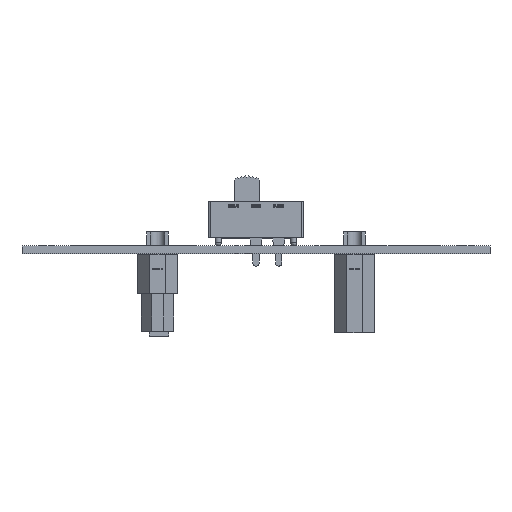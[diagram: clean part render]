
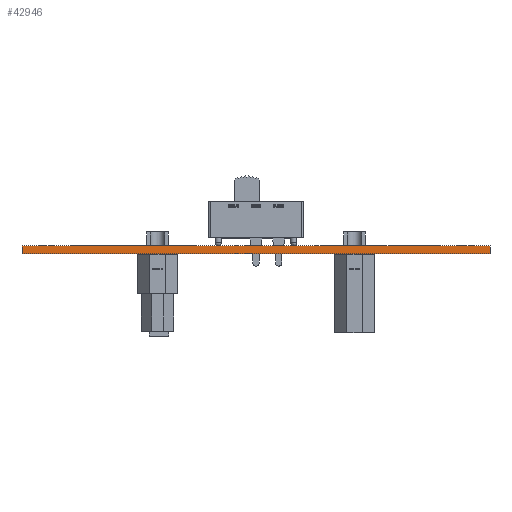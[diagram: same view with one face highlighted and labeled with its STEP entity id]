
A CAD part, front view. The second image highlights one B-rep face of the part: STEP entity #42946.
In plain terms, the highlighted planar face has unit normal (0, -1, 0).
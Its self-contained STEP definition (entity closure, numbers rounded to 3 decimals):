
#42946 = ADVANCED_FACE('',(#42947),#42961,.T.);
#42947 = FACE_BOUND('',#42948,.T.);
#42948 = EDGE_LOOP('',(#42949,#42984,#43012,#43040));
#42949 = ORIENTED_EDGE('',*,*,#42950,.T.);
#42950 = EDGE_CURVE('',#42951,#42953,#42955,.T.);
#42951 = VERTEX_POINT('',#42952);
#42952 = CARTESIAN_POINT('',(115.,-115.,0.));
#42953 = VERTEX_POINT('',#42954);
#42954 = CARTESIAN_POINT('',(115.,-115.,1.6));
#42955 = SURFACE_CURVE('',#42956,(#42960,#42972),.PCURVE_S1.);
#42956 = LINE('',#42957,#42958);
#42957 = CARTESIAN_POINT('',(115.,-115.,0.));
#42958 = VECTOR('',#42959,1.);
#42959 = DIRECTION('',(0.,0.,1.));
#42960 = PCURVE('',#42961,#42966);
#42961 = PLANE('',#42962);
#42962 = AXIS2_PLACEMENT_3D('',#42963,#42964,#42965);
#42963 = CARTESIAN_POINT('',(115.,-115.,0.));
#42964 = DIRECTION('',(0.,-1.,0.));
#42965 = DIRECTION('',(-1.,0.,0.));
#42966 = DEFINITIONAL_REPRESENTATION('',(#42967),#42971);
#42967 = LINE('',#42968,#42969);
#42968 = CARTESIAN_POINT('',(0.,-0.));
#42969 = VECTOR('',#42970,1.);
#42970 = DIRECTION('',(0.,-1.));
#42971 = ( GEOMETRIC_REPRESENTATION_CONTEXT(2) 
PARAMETRIC_REPRESENTATION_CONTEXT() REPRESENTATION_CONTEXT('2D SPACE',''
  ) );
#42972 = PCURVE('',#42973,#42978);
#42973 = PLANE('',#42974);
#42974 = AXIS2_PLACEMENT_3D('',#42975,#42976,#42977);
#42975 = CARTESIAN_POINT('',(115.,-20.,0.));
#42976 = DIRECTION('',(1.,0.,-0.));
#42977 = DIRECTION('',(0.,-1.,0.));
#42978 = DEFINITIONAL_REPRESENTATION('',(#42979),#42983);
#42979 = LINE('',#42980,#42981);
#42980 = CARTESIAN_POINT('',(95.,0.));
#42981 = VECTOR('',#42982,1.);
#42982 = DIRECTION('',(0.,-1.));
#42983 = ( GEOMETRIC_REPRESENTATION_CONTEXT(2) 
PARAMETRIC_REPRESENTATION_CONTEXT() REPRESENTATION_CONTEXT('2D SPACE',''
  ) );
#42984 = ORIENTED_EDGE('',*,*,#42985,.T.);
#42985 = EDGE_CURVE('',#42953,#42986,#42988,.T.);
#42986 = VERTEX_POINT('',#42987);
#42987 = CARTESIAN_POINT('',(20.,-115.,1.6));
#42988 = SURFACE_CURVE('',#42989,(#42993,#43000),.PCURVE_S1.);
#42989 = LINE('',#42990,#42991);
#42990 = CARTESIAN_POINT('',(115.,-115.,1.6));
#42991 = VECTOR('',#42992,1.);
#42992 = DIRECTION('',(-1.,0.,0.));
#42993 = PCURVE('',#42961,#42994);
#42994 = DEFINITIONAL_REPRESENTATION('',(#42995),#42999);
#42995 = LINE('',#42996,#42997);
#42996 = CARTESIAN_POINT('',(0.,-1.6));
#42997 = VECTOR('',#42998,1.);
#42998 = DIRECTION('',(1.,0.));
#42999 = ( GEOMETRIC_REPRESENTATION_CONTEXT(2) 
PARAMETRIC_REPRESENTATION_CONTEXT() REPRESENTATION_CONTEXT('2D SPACE',''
  ) );
#43000 = PCURVE('',#43001,#43006);
#43001 = PLANE('',#43002);
#43002 = AXIS2_PLACEMENT_3D('',#43003,#43004,#43005);
#43003 = CARTESIAN_POINT('',(67.5,-67.5,1.6));
#43004 = DIRECTION('',(-0.,-0.,-1.));
#43005 = DIRECTION('',(-1.,0.,0.));
#43006 = DEFINITIONAL_REPRESENTATION('',(#43007),#43011);
#43007 = LINE('',#43008,#43009);
#43008 = CARTESIAN_POINT('',(-47.5,-47.5));
#43009 = VECTOR('',#43010,1.);
#43010 = DIRECTION('',(1.,0.));
#43011 = ( GEOMETRIC_REPRESENTATION_CONTEXT(2) 
PARAMETRIC_REPRESENTATION_CONTEXT() REPRESENTATION_CONTEXT('2D SPACE',''
  ) );
#43012 = ORIENTED_EDGE('',*,*,#43013,.F.);
#43013 = EDGE_CURVE('',#43014,#42986,#43016,.T.);
#43014 = VERTEX_POINT('',#43015);
#43015 = CARTESIAN_POINT('',(20.,-115.,0.));
#43016 = SURFACE_CURVE('',#43017,(#43021,#43028),.PCURVE_S1.);
#43017 = LINE('',#43018,#43019);
#43018 = CARTESIAN_POINT('',(20.,-115.,0.));
#43019 = VECTOR('',#43020,1.);
#43020 = DIRECTION('',(0.,0.,1.));
#43021 = PCURVE('',#42961,#43022);
#43022 = DEFINITIONAL_REPRESENTATION('',(#43023),#43027);
#43023 = LINE('',#43024,#43025);
#43024 = CARTESIAN_POINT('',(95.,0.));
#43025 = VECTOR('',#43026,1.);
#43026 = DIRECTION('',(0.,-1.));
#43027 = ( GEOMETRIC_REPRESENTATION_CONTEXT(2) 
PARAMETRIC_REPRESENTATION_CONTEXT() REPRESENTATION_CONTEXT('2D SPACE',''
  ) );
#43028 = PCURVE('',#43029,#43034);
#43029 = PLANE('',#43030);
#43030 = AXIS2_PLACEMENT_3D('',#43031,#43032,#43033);
#43031 = CARTESIAN_POINT('',(20.,-115.,0.));
#43032 = DIRECTION('',(-1.,0.,0.));
#43033 = DIRECTION('',(0.,1.,0.));
#43034 = DEFINITIONAL_REPRESENTATION('',(#43035),#43039);
#43035 = LINE('',#43036,#43037);
#43036 = CARTESIAN_POINT('',(0.,0.));
#43037 = VECTOR('',#43038,1.);
#43038 = DIRECTION('',(0.,-1.));
#43039 = ( GEOMETRIC_REPRESENTATION_CONTEXT(2) 
PARAMETRIC_REPRESENTATION_CONTEXT() REPRESENTATION_CONTEXT('2D SPACE',''
  ) );
#43040 = ORIENTED_EDGE('',*,*,#43041,.F.);
#43041 = EDGE_CURVE('',#42951,#43014,#43042,.T.);
#43042 = SURFACE_CURVE('',#43043,(#43047,#43054),.PCURVE_S1.);
#43043 = LINE('',#43044,#43045);
#43044 = CARTESIAN_POINT('',(115.,-115.,0.));
#43045 = VECTOR('',#43046,1.);
#43046 = DIRECTION('',(-1.,0.,0.));
#43047 = PCURVE('',#42961,#43048);
#43048 = DEFINITIONAL_REPRESENTATION('',(#43049),#43053);
#43049 = LINE('',#43050,#43051);
#43050 = CARTESIAN_POINT('',(0.,-0.));
#43051 = VECTOR('',#43052,1.);
#43052 = DIRECTION('',(1.,0.));
#43053 = ( GEOMETRIC_REPRESENTATION_CONTEXT(2) 
PARAMETRIC_REPRESENTATION_CONTEXT() REPRESENTATION_CONTEXT('2D SPACE',''
  ) );
#43054 = PCURVE('',#43055,#43060);
#43055 = PLANE('',#43056);
#43056 = AXIS2_PLACEMENT_3D('',#43057,#43058,#43059);
#43057 = CARTESIAN_POINT('',(67.5,-67.5,0.));
#43058 = DIRECTION('',(-0.,-0.,-1.));
#43059 = DIRECTION('',(-1.,0.,0.));
#43060 = DEFINITIONAL_REPRESENTATION('',(#43061),#43065);
#43061 = LINE('',#43062,#43063);
#43062 = CARTESIAN_POINT('',(-47.5,-47.5));
#43063 = VECTOR('',#43064,1.);
#43064 = DIRECTION('',(1.,0.));
#43065 = ( GEOMETRIC_REPRESENTATION_CONTEXT(2) 
PARAMETRIC_REPRESENTATION_CONTEXT() REPRESENTATION_CONTEXT('2D SPACE',''
  ) );
